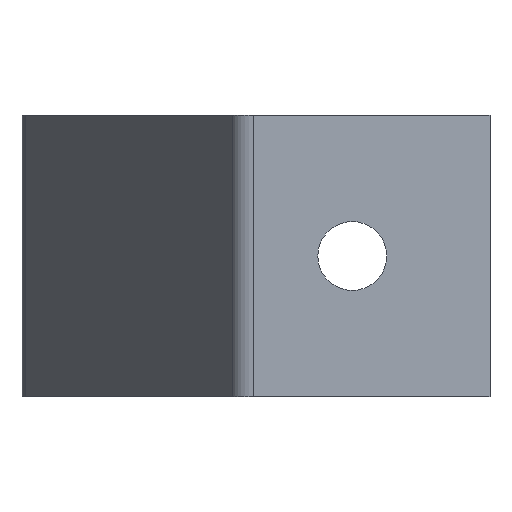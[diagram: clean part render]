
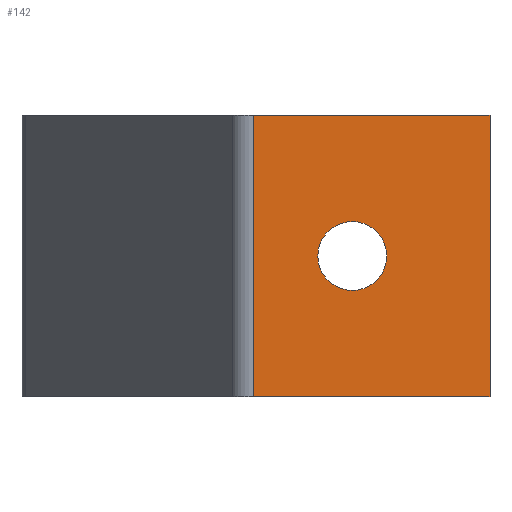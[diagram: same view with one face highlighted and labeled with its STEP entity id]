
A CAD part, front view. The second image highlights one B-rep face of the part: STEP entity #142.
In plain terms, the highlighted planar face has unit normal (0, -1, 0).
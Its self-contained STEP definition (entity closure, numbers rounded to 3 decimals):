
#39 = VERTEX_POINT ( 'NONE', #470 ) ;
#75 = VERTEX_POINT ( 'NONE', #515 ) ;
#114 = EDGE_LOOP ( 'NONE', ( #115, #311, #144, #327 ) ) ;
#115 = ORIENTED_EDGE ( 'NONE', *, *, #143, .F. ) ;
#124 = EDGE_CURVE ( 'NONE', #133, #312, #625, .T. ) ;
#125 = EDGE_CURVE ( 'NONE', #39, #249, #618, .T. ) ;
#132 = EDGE_LOOP ( 'NONE', ( #326, #141 ) ) ;
#133 = VERTEX_POINT ( 'NONE', #614 ) ;
#134 = VERTEX_POINT ( 'NONE', #612 ) ;
#141 = ORIENTED_EDGE ( 'NONE', *, *, #242, .T. ) ;
#142 = ADVANCED_FACE ( 'NONE', ( #603, #595 ), #596, .T. ) ;
#143 = EDGE_CURVE ( 'NONE', #312, #75, #803, .T. ) ;
#144 = ORIENTED_EDGE ( 'NONE', *, *, #149, .T. ) ;
#149 = EDGE_CURVE ( 'NONE', #133, #134, #787, .T. ) ;
#242 = EDGE_CURVE ( 'NONE', #249, #39, #900, .T. ) ;
#249 = VERTEX_POINT ( 'NONE', #899 ) ;
#311 = ORIENTED_EDGE ( 'NONE', *, *, #124, .F. ) ;
#312 = VERTEX_POINT ( 'NONE', #1021 ) ;
#325 = EDGE_CURVE ( 'NONE', #134, #75, #922, .T. ) ;
#326 = ORIENTED_EDGE ( 'NONE', *, *, #125, .T. ) ;
#327 = ORIENTED_EDGE ( 'NONE', *, *, #325, .T. ) ;
#470 = CARTESIAN_POINT ( 'NONE',  ( -27.5, 0., 0. ) ) ;
#515 = CARTESIAN_POINT ( 'NONE',  ( -37.843, 0., -22.5 ) ) ;
#594 = AXIS2_PLACEMENT_3D ( 'NONE', #617, #806, #805 ) ;
#595 = FACE_OUTER_BOUND ( 'NONE', #114, .T. ) ;
#596 = PLANE ( 'NONE',  #594 ) ;
#599 = DIRECTION ( 'NONE',  ( -1., 0., 0. ) ) ;
#603 = FACE_BOUND ( 'NONE', #132, .T. ) ;
#611 = DIRECTION ( 'NONE',  ( 1., 0., 0. ) ) ;
#612 = CARTESIAN_POINT ( 'NONE',  ( -37.843, 0., 22.5 ) ) ;
#614 = CARTESIAN_POINT ( 'NONE',  ( 0., 0., 22.5 ) ) ;
#615 = DIRECTION ( 'NONE',  ( 0., 0., -1. ) ) ;
#616 = DIRECTION ( 'NONE',  ( 0., 1., 0. ) ) ;
#617 = CARTESIAN_POINT ( 'NONE',  ( 0., 0., 22.5 ) ) ;
#618 = CIRCLE ( 'NONE', #622, 5.5 ) ;
#620 = CARTESIAN_POINT ( 'NONE',  ( -22., 0., 0. ) ) ;
#622 = AXIS2_PLACEMENT_3D ( 'NONE', #620, #616, #611 ) ;
#623 = VECTOR ( 'NONE', #615, 1000. ) ;
#624 = CARTESIAN_POINT ( 'NONE',  ( 0., 0., 22.5 ) ) ;
#625 = LINE ( 'NONE', #624, #623 ) ;
#786 = CARTESIAN_POINT ( 'NONE',  ( 0., 0., 22.5 ) ) ;
#787 = LINE ( 'NONE', #786, #843 ) ;
#802 = VECTOR ( 'NONE', #599, 1000. ) ;
#803 = LINE ( 'NONE', #808, #802 ) ;
#805 = DIRECTION ( 'NONE',  ( 1., 0., 0. ) ) ;
#806 = DIRECTION ( 'NONE',  ( 0., -1., 0. ) ) ;
#808 = CARTESIAN_POINT ( 'NONE',  ( 0., 0., -22.5 ) ) ;
#842 = DIRECTION ( 'NONE',  ( -1., 0., 0. ) ) ;
#843 = VECTOR ( 'NONE', #842, 1000. ) ;
#893 = DIRECTION ( 'NONE',  ( 1., 0., 0. ) ) ;
#894 = DIRECTION ( 'NONE',  ( 0., 1., 0. ) ) ;
#895 = CARTESIAN_POINT ( 'NONE',  ( -22., 0., 0. ) ) ;
#899 = CARTESIAN_POINT ( 'NONE',  ( -16.5, 0., 0. ) ) ;
#900 = CIRCLE ( 'NONE', #905, 5.5 ) ;
#905 = AXIS2_PLACEMENT_3D ( 'NONE', #895, #894, #893 ) ;
#920 = DIRECTION ( 'NONE',  ( 0., 0., -1. ) ) ;
#921 = VECTOR ( 'NONE', #920, 1000. ) ;
#922 = LINE ( 'NONE', #993, #921 ) ;
#993 = CARTESIAN_POINT ( 'NONE',  ( -37.843, 0., 22.5 ) ) ;
#1021 = CARTESIAN_POINT ( 'NONE',  ( 0., 0., -22.5 ) ) ;
